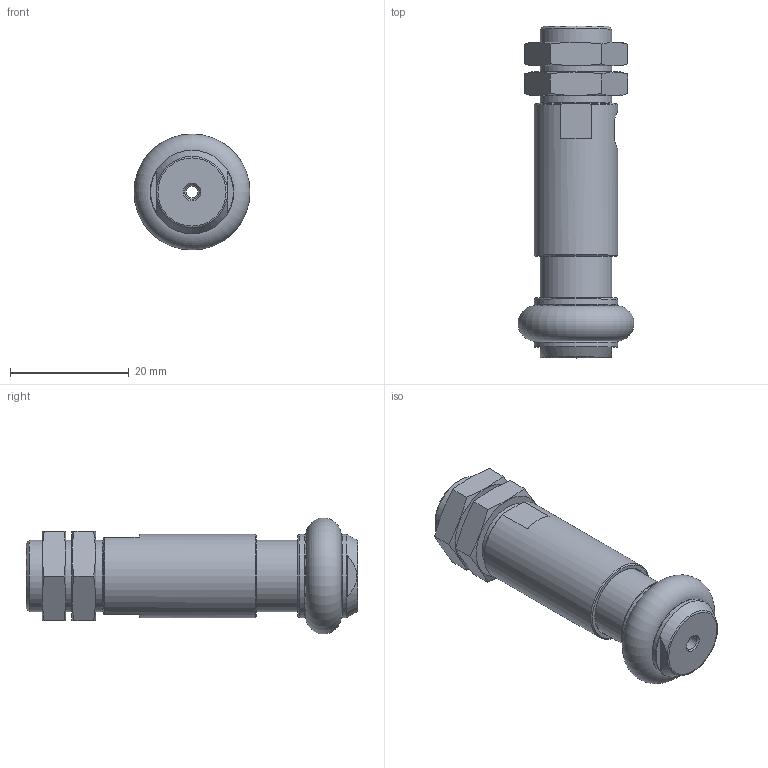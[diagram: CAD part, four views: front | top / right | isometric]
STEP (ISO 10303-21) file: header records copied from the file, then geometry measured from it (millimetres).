
FILE_DESCRIPTION(/* description */ ('STEP AP214'),/* implementation_level */ '2;1');
FILE_NAME(/* name */ '1320779_DHEB-14-E-D-S-P',/* time_stamp */ '2024-08-19T16:19:00+02:00',/* author */ ('License CC BY-ND 4.0'),/* organization */ ('CADENAS'),/* preprocessor_version */ 'ST-DEVELOPER v19.3',/* originating_system */ 'PARTsolutions',/* authorisation */ ' ');
FILE_SCHEMA (('AUTOMOTIVE_DESIGN {1 0 10303 214 3 1 1}'));
Length unit declared in the file: millimetre
Products named in the file (5): 1320779 DHEB-14-E-D-S-P---(AUS); 1364317 DHEB-14-E-D-S-P; 1364332 DHEB-14-E-D-S-P---(AUS); 1448935 DHAS-GB-B14-14-E---(MOD-AUS-D); 348987 SPZ-20 M12X1-4-15
Assembly tree (5 placements, depth 2):
  1320779 DHEB-14-E-D-S-P---(AUS)
    1364317 DHEB-14-E-D-S-P
    1364332 DHEB-14-E-D-S-P---(AUS)
    1448935 DHAS-GB-B14-14-E---(MOD-AUS-D)
    348987 SPZ-20 M12X1-4-15  x2
Bounding box: 19.5 x 55.8 x 19.5 mm (x, y, z)
Volume: 8089.9 mm3; surface area: 7232.3 mm2
Topology: 5 solids, 5 shells, 86 faces, 174 edges, 109 vertices
Faces by surface type: plane 39, cone 20, cylinder 20, torus 7
Full cylindrical faces by diameter (mm): 2 x1, 2.459 x2, 4 x2, 4.134 x1, 5.5 x4, 10.917 x2, 12 x3, 14 x3
Entity records: 1850 total; most frequent: CARTESIAN_POINT 359, DIRECTION 300, ORIENTED_EDGE 202, AXIS2_PLACEMENT_3D 141, EDGE_LOOP 132, FACE_BOUND 132, EDGE_CURVE 101, VERTEX_POINT 85
